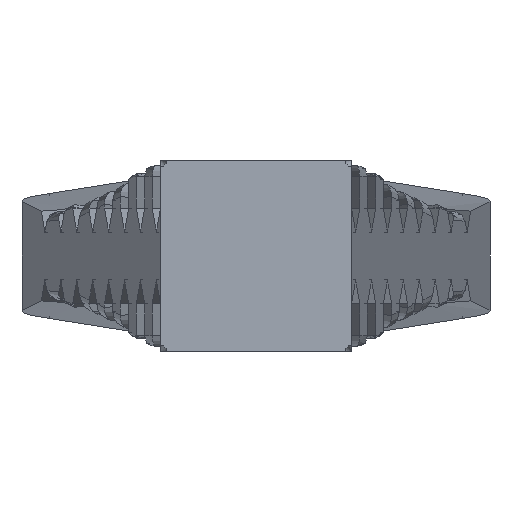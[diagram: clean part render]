
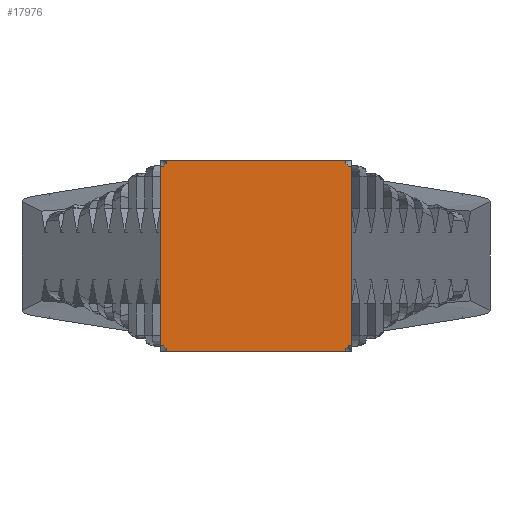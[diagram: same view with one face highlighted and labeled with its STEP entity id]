
A CAD part, front view. The second image highlights one B-rep face of the part: STEP entity #17976.
In plain terms, the highlighted planar face has unit normal (0, -1, 0).
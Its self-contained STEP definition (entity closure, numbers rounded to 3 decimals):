
#352 = DIRECTION ( 'NONE',  ( 0., 0., 1. ) ) ;
#870 = CARTESIAN_POINT ( 'NONE',  ( -38.756, 56.04, 6.102 ) ) ;
#1004 = PLANE ( 'NONE',  #10192 ) ;
#2000 = VERTEX_POINT ( 'NONE', #28748 ) ;
#2212 = EDGE_CURVE ( 'NONE', #12896, #4125, #5186, .T. ) ;
#3291 = ORIENTED_EDGE ( 'NONE', *, *, #8814, .T. ) ;
#4125 = VERTEX_POINT ( 'NONE', #34395 ) ;
#4492 = EDGE_CURVE ( 'NONE', #24447, #35874, #13958, .T. ) ;
#5186 = CIRCLE ( 'NONE', #35389, 0.407 ) ;
#5956 = LINE ( 'NONE', #28212, #34515 ) ;
#6373 = VECTOR ( 'NONE', #352, 1000. ) ;
#6396 = CARTESIAN_POINT ( 'NONE',  ( 6., 56.04, 6. ) ) ;
#6848 = CARTESIAN_POINT ( 'NONE',  ( -6., 56.04, -5.593 ) ) ;
#8496 = CARTESIAN_POINT ( 'NONE',  ( 6., 56.04, -6. ) ) ;
#8514 = DIRECTION ( 'NONE',  ( 0., 0., -1. ) ) ;
#8814 = EDGE_CURVE ( 'NONE', #27989, #2000, #13325, .T. ) ;
#9016 = DIRECTION ( 'NONE',  ( 0., -1., 0. ) ) ;
#10027 = DIRECTION ( 'NONE',  ( -1., 0., 0. ) ) ;
#10192 = AXIS2_PLACEMENT_3D ( 'NONE', #870, #35203, #15359 ) ;
#10386 = CARTESIAN_POINT ( 'NONE',  ( 6., 56.04, -6. ) ) ;
#10585 = AXIS2_PLACEMENT_3D ( 'NONE', #6396, #9016, #25971 ) ;
#11046 = CARTESIAN_POINT ( 'NONE',  ( -6., 56.04, 5.593 ) ) ;
#11811 = DIRECTION ( 'NONE',  ( 0., 1., 0. ) ) ;
#12111 = ORIENTED_EDGE ( 'NONE', *, *, #19382, .T. ) ;
#12254 = VECTOR ( 'NONE', #10027, 1000. ) ;
#12896 = VERTEX_POINT ( 'NONE', #11046 ) ;
#13138 = ORIENTED_EDGE ( 'NONE', *, *, #28125, .F. ) ;
#13241 = DIRECTION ( 'NONE',  ( 0., 0., 1. ) ) ;
#13325 = CIRCLE ( 'NONE', #27611, 0.407 ) ;
#13958 = CIRCLE ( 'NONE', #30171, 0.407 ) ;
#14640 = DIRECTION ( 'NONE',  ( 0., 0., 1. ) ) ;
#15028 = CIRCLE ( 'NONE', #10585, 0.407 ) ;
#15359 = DIRECTION ( 'NONE',  ( 0., 0., -1. ) ) ;
#15896 = EDGE_CURVE ( 'NONE', #18416, #4125, #17635, .T. ) ;
#16292 = CARTESIAN_POINT ( 'NONE',  ( -6., 56.04, 6. ) ) ;
#16594 = EDGE_CURVE ( 'NONE', #27989, #35874, #19806, .T. ) ;
#16596 = ORIENTED_EDGE ( 'NONE', *, *, #4492, .T. ) ;
#16621 = ORIENTED_EDGE ( 'NONE', *, *, #27320, .T. ) ;
#17362 = CARTESIAN_POINT ( 'NONE',  ( -5.593, 56.04, -6. ) ) ;
#17635 = LINE ( 'NONE', #24528, #24745 ) ;
#17976 = ADVANCED_FACE ( 'NONE', ( #23716 ), #1004, .T. ) ;
#18416 = VERTEX_POINT ( 'NONE', #31913 ) ;
#18707 = CARTESIAN_POINT ( 'NONE',  ( -6., 56.04, -6. ) ) ;
#18883 = LINE ( 'NONE', #8496, #6373 ) ;
#19142 = DIRECTION ( 'NONE',  ( 0., -1., 0. ) ) ;
#19382 = EDGE_CURVE ( 'NONE', #12896, #24447, #5956, .T. ) ;
#19806 = LINE ( 'NONE', #18707, #12254 ) ;
#23716 = FACE_OUTER_BOUND ( 'NONE', #36130, .T. ) ;
#24447 = VERTEX_POINT ( 'NONE', #6848 ) ;
#24528 = CARTESIAN_POINT ( 'NONE',  ( -6., 56.04, 6. ) ) ;
#24745 = VECTOR ( 'NONE', #27776, 1000. ) ;
#24894 = CARTESIAN_POINT ( 'NONE',  ( 6., 56.04, 5.593 ) ) ;
#25504 = ORIENTED_EDGE ( 'NONE', *, *, #2212, .F. ) ;
#25971 = DIRECTION ( 'NONE',  ( 0., 0., -1. ) ) ;
#26388 = VERTEX_POINT ( 'NONE', #24894 ) ;
#27320 = EDGE_CURVE ( 'NONE', #2000, #26388, #18883, .T. ) ;
#27611 = AXIS2_PLACEMENT_3D ( 'NONE', #10386, #30320, #13241 ) ;
#27776 = DIRECTION ( 'NONE',  ( -1., 0., 0. ) ) ;
#27989 = VERTEX_POINT ( 'NONE', #30388 ) ;
#28125 = EDGE_CURVE ( 'NONE', #18416, #26388, #15028, .T. ) ;
#28212 = CARTESIAN_POINT ( 'NONE',  ( -6., 56.04, -6. ) ) ;
#28748 = CARTESIAN_POINT ( 'NONE',  ( 6., 56.04, -5.593 ) ) ;
#28875 = CARTESIAN_POINT ( 'NONE',  ( -6., 56.04, -6. ) ) ;
#29984 = ORIENTED_EDGE ( 'NONE', *, *, #16594, .F. ) ;
#30171 = AXIS2_PLACEMENT_3D ( 'NONE', #28875, #11811, #14640 ) ;
#30320 = DIRECTION ( 'NONE',  ( 0., 1., 0. ) ) ;
#30388 = CARTESIAN_POINT ( 'NONE',  ( 5.593, 56.04, -6. ) ) ;
#31913 = CARTESIAN_POINT ( 'NONE',  ( 5.593, 56.04, 6. ) ) ;
#32430 = ORIENTED_EDGE ( 'NONE', *, *, #15896, .T. ) ;
#33265 = DIRECTION ( 'NONE',  ( 0., 0., -1. ) ) ;
#34395 = CARTESIAN_POINT ( 'NONE',  ( -5.593, 56.04, 6. ) ) ;
#34515 = VECTOR ( 'NONE', #8514, 1000. ) ;
#35203 = DIRECTION ( 'NONE',  ( 0., -1., 0. ) ) ;
#35389 = AXIS2_PLACEMENT_3D ( 'NONE', #16292, #19142, #33265 ) ;
#35874 = VERTEX_POINT ( 'NONE', #17362 ) ;
#36130 = EDGE_LOOP ( 'NONE', ( #16621, #13138, #32430, #25504, #12111, #16596, #29984, #3291 ) ) ;
